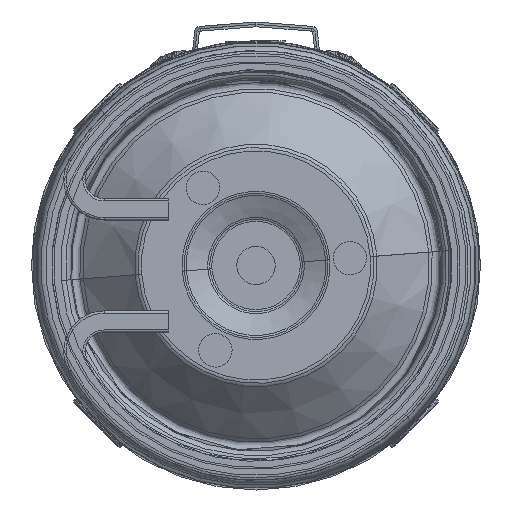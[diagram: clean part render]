
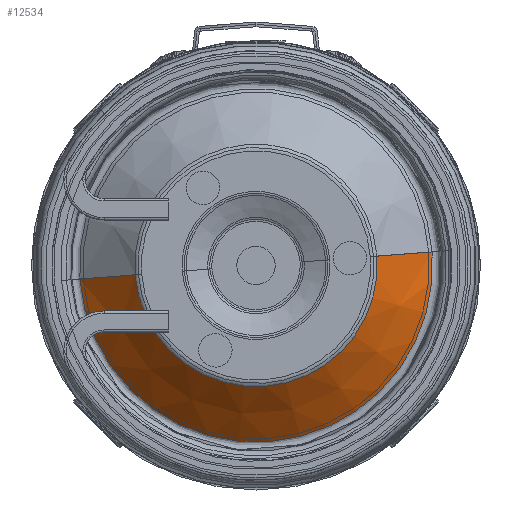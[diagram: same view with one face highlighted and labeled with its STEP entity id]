
A CAD part, front view. The second image highlights one B-rep face of the part: STEP entity #12534.
In plain terms, the highlighted conical face has half-angle 46.546 degrees and reference radius 25.375 mm.
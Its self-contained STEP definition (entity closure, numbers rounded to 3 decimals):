
#307 = FACE_OUTER_BOUND ( 'NONE', #10672, .T. ) ;
#885 = CARTESIAN_POINT ( 'NONE',  ( 0., 0.548, -25.376 ) ) ;
#1505 = CARTESIAN_POINT ( 'NONE',  ( 0., 0.548, 0. ) ) ;
#1603 = ORIENTED_EDGE ( 'NONE', *, *, #25107, .F. ) ;
#3687 = VECTOR ( 'NONE', #13328, 1000. ) ;
#5346 = DIRECTION ( 'NONE',  ( 0., 0.688, 0.726 ) ) ;
#7120 = AXIS2_PLACEMENT_3D ( 'NONE', #19057, #13416, #25630 ) ;
#8655 = CONICAL_SURFACE ( 'NONE', #20825, 25.376, 0.812 ) ;
#9927 = LINE ( 'NONE', #885, #3687 ) ;
#10672 = EDGE_LOOP ( 'NONE', ( #1603, #15255, #19195, #33092 ) ) ;
#12146 = DIRECTION ( 'NONE',  ( 0., 1., 0. ) ) ;
#12534 = ADVANCED_FACE ( 'NONE', ( #307 ), #8655, .T. ) ;
#13328 = DIRECTION ( 'NONE',  ( 0., 0.688, -0.726 ) ) ;
#13416 = DIRECTION ( 'NONE',  ( 0., 1., 0. ) ) ;
#14551 = EDGE_CURVE ( 'NONE', #16004, #25581, #17967, .T. ) ;
#15215 = CARTESIAN_POINT ( 'NONE',  ( 0., 0.548, 25.376 ) ) ;
#15255 = ORIENTED_EDGE ( 'NONE', *, *, #34416, .T. ) ;
#15954 = CARTESIAN_POINT ( 'NONE',  ( 0., 0.548, 0. ) ) ;
#16004 = VERTEX_POINT ( 'NONE', #15215 ) ;
#16072 = AXIS2_PLACEMENT_3D ( 'NONE', #1505, #29153, #37778 ) ;
#17136 = CARTESIAN_POINT ( 'NONE',  ( 0., 0.548, -25.376 ) ) ;
#17967 = LINE ( 'NONE', #20038, #26617 ) ;
#18736 = VERTEX_POINT ( 'NONE', #35443 ) ;
#19057 = CARTESIAN_POINT ( 'NONE',  ( 0., 11.526, 0. ) ) ;
#19195 = ORIENTED_EDGE ( 'NONE', *, *, #14551, .T. ) ;
#20038 = CARTESIAN_POINT ( 'NONE',  ( 0., 0.548, 25.376 ) ) ;
#20507 = VERTEX_POINT ( 'NONE', #17136 ) ;
#20825 = AXIS2_PLACEMENT_3D ( 'NONE', #15954, #12146, #24959 ) ;
#23137 = CIRCLE ( 'NONE', #7120, 36.962 ) ;
#24959 = DIRECTION ( 'NONE',  ( 0., 0., 1. ) ) ;
#25107 = EDGE_CURVE ( 'NONE', #20507, #18736, #9927, .T. ) ;
#25581 = VERTEX_POINT ( 'NONE', #39060 ) ;
#25630 = DIRECTION ( 'NONE',  ( 0., 0., 1. ) ) ;
#26617 = VECTOR ( 'NONE', #5346, 1000. ) ;
#29153 = DIRECTION ( 'NONE',  ( 0., 1., 0. ) ) ;
#30151 = EDGE_CURVE ( 'NONE', #18736, #25581, #23137, .T. ) ;
#33092 = ORIENTED_EDGE ( 'NONE', *, *, #30151, .F. ) ;
#34416 = EDGE_CURVE ( 'NONE', #20507, #16004, #37804, .T. ) ;
#35443 = CARTESIAN_POINT ( 'NONE',  ( 0., 11.526, -36.962 ) ) ;
#37778 = DIRECTION ( 'NONE',  ( 0., 0., 1. ) ) ;
#37804 = CIRCLE ( 'NONE', #16072, 25.376 ) ;
#39060 = CARTESIAN_POINT ( 'NONE',  ( 0., 11.526, 36.962 ) ) ;
